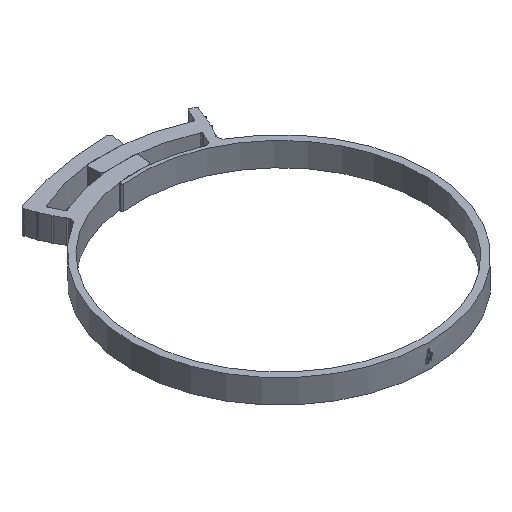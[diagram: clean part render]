
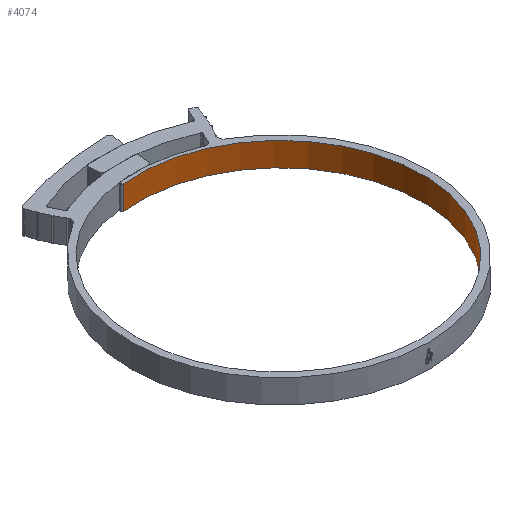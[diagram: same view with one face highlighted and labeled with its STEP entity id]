
A CAD part, isometric view. The second image highlights one B-rep face of the part: STEP entity #4074.
In plain terms, the highlighted cylindrical face has radius 50.8 mm (diameter 101.6 mm), a partial arc.
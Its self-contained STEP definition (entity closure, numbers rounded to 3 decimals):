
#320 = CARTESIAN_POINT ( 'NONE',  ( -5.45, 50.507, 4.25 ) ) ;
#409 = CIRCLE ( 'NONE', #5332, 50.8 ) ;
#509 = VERTEX_POINT ( 'NONE', #6255 ) ;
#541 = CARTESIAN_POINT ( 'NONE',  ( -50.8, 0., -4.25 ) ) ;
#806 = DIRECTION ( 'NONE',  ( 0., 0., -1. ) ) ;
#931 = CIRCLE ( 'NONE', #1356, 50.8 ) ;
#1277 = CARTESIAN_POINT ( 'NONE',  ( -5.45, 50.507, 4.25 ) ) ;
#1356 = AXIS2_PLACEMENT_3D ( 'NONE', #3763, #2243, #4227 ) ;
#1382 = DIRECTION ( 'NONE',  ( 0., 0., -1. ) ) ;
#1444 = CARTESIAN_POINT ( 'NONE',  ( -50.8, 0., 4.25 ) ) ;
#1516 = CYLINDRICAL_SURFACE ( 'NONE', #2527, 50.8 ) ;
#1637 = ORIENTED_EDGE ( 'NONE', *, *, #2550, .T. ) ;
#1697 = ORIENTED_EDGE ( 'NONE', *, *, #2285, .F. ) ;
#2082 = FACE_OUTER_BOUND ( 'NONE', #2740, .T. ) ;
#2243 = DIRECTION ( 'NONE',  ( 0., 0., -1. ) ) ;
#2285 = EDGE_CURVE ( 'NONE', #2631, #5539, #5566, .T. ) ;
#2517 = VECTOR ( 'NONE', #4221, 1000. ) ;
#2527 = AXIS2_PLACEMENT_3D ( 'NONE', #6226, #3570, #3701 ) ;
#2550 = EDGE_CURVE ( 'NONE', #5946, #509, #5868, .T. ) ;
#2631 = VERTEX_POINT ( 'NONE', #4597 ) ;
#2740 = EDGE_LOOP ( 'NONE', ( #4214, #1697, #5818, #1637 ) ) ;
#3570 = DIRECTION ( 'NONE',  ( 0., 0., -1. ) ) ;
#3701 = DIRECTION ( 'NONE',  ( -1., 0., 0. ) ) ;
#3763 = CARTESIAN_POINT ( 'NONE',  ( 0., 0., -4.25 ) ) ;
#4074 = ADVANCED_FACE ( 'NONE', ( #2082 ), #1516, .F. ) ;
#4185 = EDGE_CURVE ( 'NONE', #509, #5539, #931, .T. ) ;
#4214 = ORIENTED_EDGE ( 'NONE', *, *, #4185, .T. ) ;
#4221 = DIRECTION ( 'NONE',  ( 0., 0., -1. ) ) ;
#4227 = DIRECTION ( 'NONE',  ( -1., 0., 0. ) ) ;
#4460 = CARTESIAN_POINT ( 'NONE',  ( 0., 0., 4.25 ) ) ;
#4597 = CARTESIAN_POINT ( 'NONE',  ( -50.8, 0., 4.25 ) ) ;
#4895 = DIRECTION ( 'NONE',  ( -1., 0., 0. ) ) ;
#5332 = AXIS2_PLACEMENT_3D ( 'NONE', #4460, #806, #4895 ) ;
#5539 = VERTEX_POINT ( 'NONE', #541 ) ;
#5566 = LINE ( 'NONE', #1444, #5729 ) ;
#5729 = VECTOR ( 'NONE', #1382, 1000. ) ;
#5818 = ORIENTED_EDGE ( 'NONE', *, *, #6224, .F. ) ;
#5868 = LINE ( 'NONE', #1277, #2517 ) ;
#5946 = VERTEX_POINT ( 'NONE', #320 ) ;
#6224 = EDGE_CURVE ( 'NONE', #5946, #2631, #409, .T. ) ;
#6226 = CARTESIAN_POINT ( 'NONE',  ( 0., 0., 4.25 ) ) ;
#6255 = CARTESIAN_POINT ( 'NONE',  ( -5.45, 50.507, -4.25 ) ) ;
